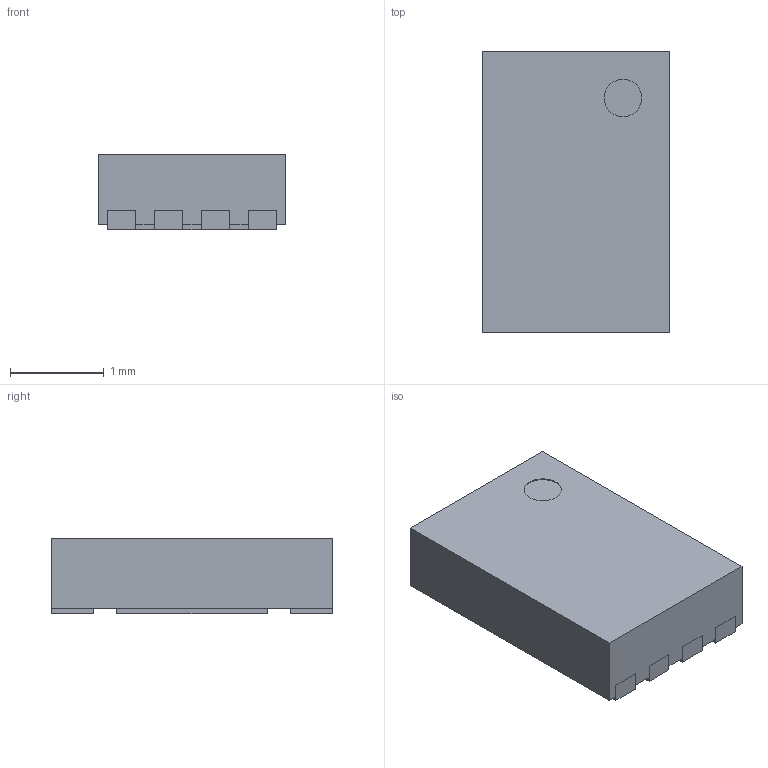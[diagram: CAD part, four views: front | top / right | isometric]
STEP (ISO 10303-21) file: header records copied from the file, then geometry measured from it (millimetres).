
FILE_DESCRIPTION(('STEP AP214'),'1');
FILE_NAME('HWSON8-2x3x0_80.step','2021-10-26T23:10:36',(' '),(' '),'Spatial InterOp 3D',' ',' ');
FILE_SCHEMA(('AUTOMOTIVE_DESIGN { 1 0 10303 214 1 1 1 1 }'));
Length unit declared in the file: metre
Products named in the file (12): HWSON8-2x3x0_80; Component1; Component2; Component3; Component4; Component5; Component6; Component7; Component8; Component9; Component10
Assembly tree (11 placements, depth 3):
  HWSON8-2x3x0_80
    HWSON8-2x3x0_80
      Component1
      Component2
      Component3
      Component4
      Component5
      Component6
      Component7
      Component8
      Component9
      Component10
Bounding box: 2 x 3 x 0.8 mm (x, y, z)
Volume: 4.7 mm3; surface area: 32.4 mm2
Topology: 10 solids, 10 shells, 102 faces, 240 edges, 160 vertices
Faces by surface type: plane 100, cylinder 2
Entity records: 3283 total; most frequent: CARTESIAN_POINT 515, ORIENTED_EDGE 480, DIRECTION 474, EDGE_CURVE 240, LINE 236, VECTOR 236, VERTEX_POINT 160, AXIS2_PLACEMENT_3D 119
